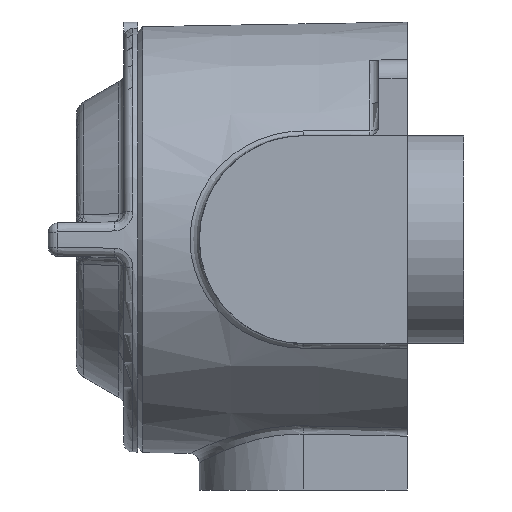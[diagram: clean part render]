
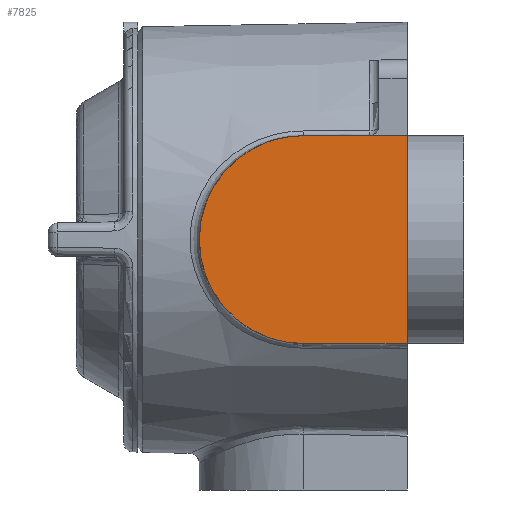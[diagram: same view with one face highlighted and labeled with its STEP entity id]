
A CAD part, left-side view. The second image highlights one B-rep face of the part: STEP entity #7825.
In plain terms, the highlighted planar face has unit normal (-1, 0, 0).
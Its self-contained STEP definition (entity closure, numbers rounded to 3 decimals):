
#609 = ORIENTED_EDGE ( 'NONE', *, *, #3681, .F. ) ;
#1050 = CARTESIAN_POINT ( 'NONE',  ( -53., 0., 22. ) ) ;
#1113 = FACE_OUTER_BOUND ( 'NONE', #5215, .T. ) ;
#1382 = CARTESIAN_POINT ( 'NONE',  ( -53., 22., 0. ) ) ;
#1420 = VERTEX_POINT ( 'NONE', #7031 ) ;
#1772 = CARTESIAN_POINT ( 'NONE',  ( -53., 22., -22. ) ) ;
#1978 = CARTESIAN_POINT ( 'NONE',  ( -53., 0., -22. ) ) ;
#2241 = CARTESIAN_POINT ( 'NONE',  ( -53., 22., 22. ) ) ;
#2879 = ORIENTED_EDGE ( 'NONE', *, *, #14043, .F. ) ;
#3279 = DIRECTION ( 'NONE',  ( 0., 1., 0. ) ) ;
#3681 = EDGE_CURVE ( 'NONE', #4880, #7202, #4235, .T. ) ;
#3893 = ORIENTED_EDGE ( 'NONE', *, *, #12503, .F. ) ;
#4235 = LINE ( 'NONE', #9638, #13690 ) ;
#4880 = VERTEX_POINT ( 'NONE', #2241 ) ;
#5215 = EDGE_LOOP ( 'NONE', ( #609, #3893, #11008, #2879 ) ) ;
#6495 = VERTEX_POINT ( 'NONE', #1772 ) ;
#6605 = CIRCLE ( 'NONE', #11079, 22. ) ;
#6829 = CARTESIAN_POINT ( 'NONE',  ( -53., 22., 0. ) ) ;
#7031 = CARTESIAN_POINT ( 'NONE',  ( -53., 0., -22. ) ) ;
#7202 = VERTEX_POINT ( 'NONE', #9526 ) ;
#7493 = VECTOR ( 'NONE', #11402, 1000. ) ;
#7825 = ADVANCED_FACE ( 'NONE', ( #1113 ), #11708, .T. ) ;
#8500 = DIRECTION ( 'NONE',  ( 0., -1., 0. ) ) ;
#8712 = AXIS2_PLACEMENT_3D ( 'NONE', #1382, #15776, #10493 ) ;
#8876 = VECTOR ( 'NONE', #3279, 1000. ) ;
#9278 = DIRECTION ( 'NONE',  ( 1., 0., 0. ) ) ;
#9522 = LINE ( 'NONE', #1050, #7493 ) ;
#9526 = CARTESIAN_POINT ( 'NONE',  ( -53., 0., 22. ) ) ;
#9638 = CARTESIAN_POINT ( 'NONE',  ( -53., 0., 22. ) ) ;
#10493 = DIRECTION ( 'NONE',  ( 0., 0., 1. ) ) ;
#10588 = DIRECTION ( 'NONE',  ( 0., 0., 1. ) ) ;
#11008 = ORIENTED_EDGE ( 'NONE', *, *, #16028, .F. ) ;
#11079 = AXIS2_PLACEMENT_3D ( 'NONE', #6829, #9278, #10588 ) ;
#11402 = DIRECTION ( 'NONE',  ( 0., 0., -1. ) ) ;
#11540 = LINE ( 'NONE', #1978, #8876 ) ;
#11708 = PLANE ( 'NONE',  #8712 ) ;
#12503 = EDGE_CURVE ( 'NONE', #6495, #4880, #6605, .T. ) ;
#13690 = VECTOR ( 'NONE', #8500, 1000. ) ;
#14043 = EDGE_CURVE ( 'NONE', #7202, #1420, #9522, .T. ) ;
#15776 = DIRECTION ( 'NONE',  ( -1., 0., 0. ) ) ;
#16028 = EDGE_CURVE ( 'NONE', #1420, #6495, #11540, .T. ) ;
